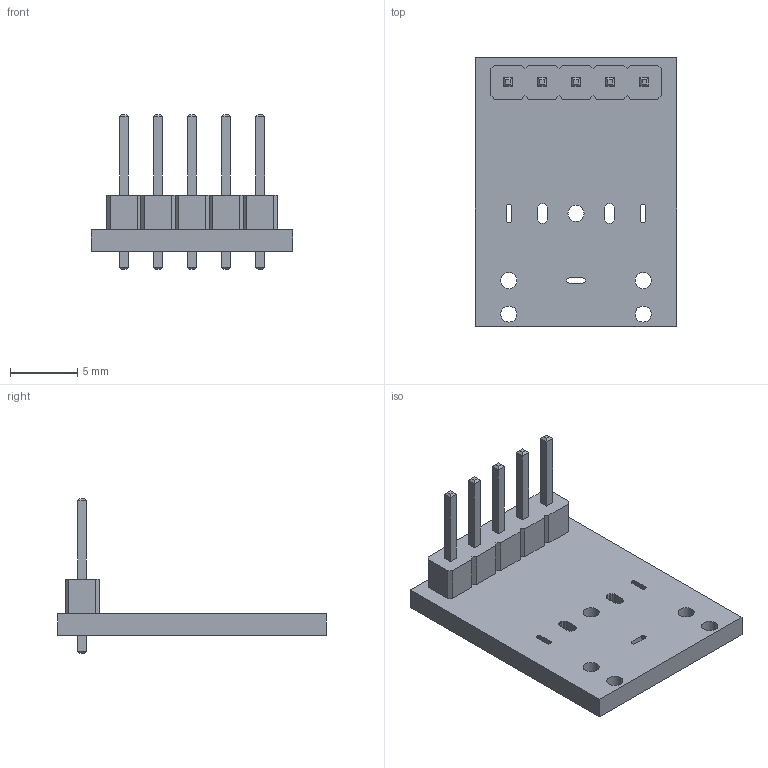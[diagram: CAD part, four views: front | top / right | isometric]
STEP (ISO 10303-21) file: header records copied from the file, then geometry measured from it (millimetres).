
FILE_DESCRIPTION(('KiCad electronic assembly'),'2;1');
FILE_NAME('JPL 3.5 MM PCB.step','2023-12-01T09:24:09',('Pcbnew'),( 'Kicad'),'Open CASCADE STEP processor 7.7','KiCad to STEP converter' ,'Unknown');
FILE_SCHEMA(('AUTOMOTIVE_DESIGN { 1 0 10303 214 1 1 1 1 }'));
Length unit declared in the file: millimetre
Products named in the file (4): JPL 3.5 MM PCB 1; PinHeader_1x05_P2.54mm_Vertical; SOLID; JPL 3.5 MM PCB PCB
Assembly tree (3 placements, depth 3):
  JPL 3.5 MM PCB 1
    PinHeader_1x05_P2.54mm_Vertical
      SOLID
    JPL 3.5 MM PCB PCB
Bounding box: 15 x 20 x 11.54 mm (x, y, z)
Volume: 557.2 mm3; surface area: 1024.6 mm2
Topology: 2 solids, 2 shells, 232 faces, 614 edges, 396 vertices
Faces by surface type: plane 222, cylinder 10
Full cylindrical faces by diameter (mm): 1 x5, 1.2 x5
Entity records: 15870 total; most frequent: CARTESIAN_POINT 2778, DIRECTION 2130, LINE 1618, VECTOR 1618, ORIENTED_EDGE 1228, PCURVE 1228, DEFINITIONAL_REPRESENTATION 1228, EDGE_CURVE 614
